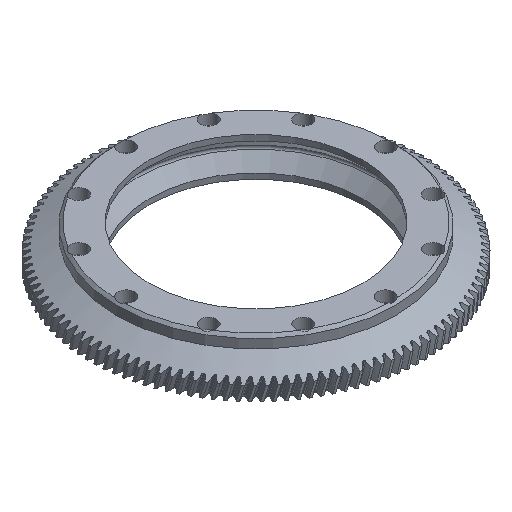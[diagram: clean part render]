
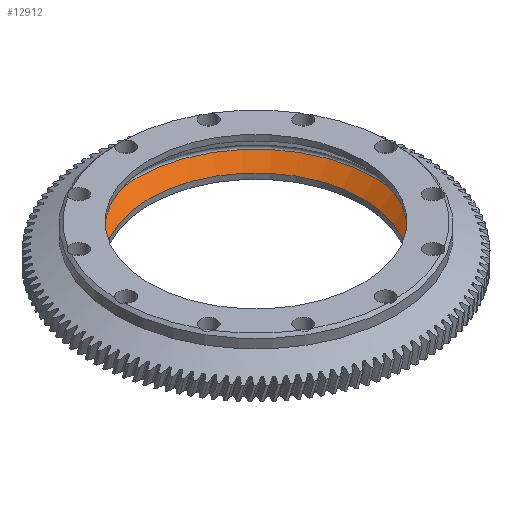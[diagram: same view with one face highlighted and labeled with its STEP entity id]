
A CAD part, isometric view. The second image highlights one B-rep face of the part: STEP entity #12912.
In plain terms, the highlighted conical face has half-angle 45 degrees and reference radius 39.405 mm.
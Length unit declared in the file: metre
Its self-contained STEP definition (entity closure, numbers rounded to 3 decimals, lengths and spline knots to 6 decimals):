
#1947=CONICAL_SURFACE('',#13745,0.039405,0.785);
#2045=ORIENTED_EDGE('',*,*,#6508,.T.);
#2046=ORIENTED_EDGE('',*,*,#6509,.F.);
#6508=EDGE_CURVE('',#8736,#8736,#10244,.T.);
#6509=EDGE_CURVE('',#8737,#8737,#10245,.T.);
#8736=VERTEX_POINT('',#17083);
#8737=VERTEX_POINT('',#17086);
#10244=CIRCLE('',#13744,0.043858);
#10245=CIRCLE('',#13746,0.039405);
#11015=EDGE_LOOP('',(#2045));
#11016=EDGE_LOOP('',(#2046));
#11839=FACE_BOUND('',#11015,.T.);
#11840=FACE_BOUND('',#11016,.T.);
#12912=ADVANCED_FACE('',(#11839,#11840),#1947,.F.);
#13744=AXIS2_PLACEMENT_3D('',#17082,#14891,#14892);
#13745=AXIS2_PLACEMENT_3D('',#17084,#14893,#14894);
#13746=AXIS2_PLACEMENT_3D('',#17085,#14895,#14896);
#14891=DIRECTION('',(0.,0.,1.));
#14892=DIRECTION('',(1.,0.,0.));
#14893=DIRECTION('',(0.,0.,1.));
#14894=DIRECTION('',(1.,0.,0.));
#14895=DIRECTION('',(0.,0.,1.));
#14896=DIRECTION('',(1.,0.,0.));
#17082=CARTESIAN_POINT('',(0.,0.,-0.000707));
#17083=CARTESIAN_POINT('',(0.043858,0.,-0.000707));
#17084=CARTESIAN_POINT('',(0.,0.,-0.005161));
#17085=CARTESIAN_POINT('',(0.,0.,-0.005161));
#17086=CARTESIAN_POINT('',(0.039405,0.,-0.005161));
